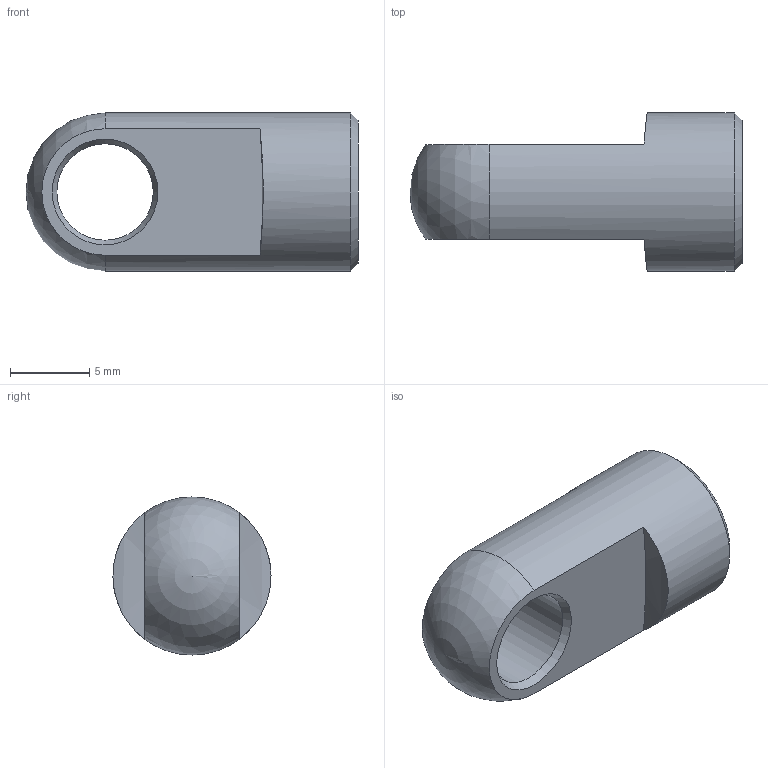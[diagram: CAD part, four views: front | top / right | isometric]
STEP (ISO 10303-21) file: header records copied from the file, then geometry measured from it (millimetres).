
FILE_DESCRIPTION(/* description */ (''),/* implementation_level */ '2;1');
FILE_NAME(/* name */ 'XX2SXXUM5.stp',/* time_stamp */ '2015-10-27T13:04:52+01:00',/* author */ ('cadneu2'),/* organization */ (''),/* preprocessor_version */ 'ST-DEVELOPER v15.2',/* originating_system */ 'Autodesk Inventor 2014',/* authorisation */ '');
FILE_SCHEMA (('AUTOMOTIVE_DESIGN { 1 0 10303 214 3 1 1 }'));
Length unit declared in the file: millimetre
Products named in the file (1): XX2SXXUM5
Bounding box: 21 x 10 x 10 mm (x, y, z)
Volume: 928.4 mm3; surface area: 876.9 mm2
Topology: 1 solids, 1 shells, 14 faces, 35 edges, 22 vertices
Faces by surface type: cone 5, cylinder 5, plane 3, sphere 1
Full cylindrical faces by diameter (mm): 4.134 x1, 6.1 x1, 10 x1
Entity records: 382 total; most frequent: CARTESIAN_POINT 79, DIRECTION 64, ORIENTED_EDGE 42, AXIS2_PLACEMENT_3D 30, EDGE_LOOP 24, EDGE_CURVE 21, VERTEX_POINT 17, CIRCLE 15
